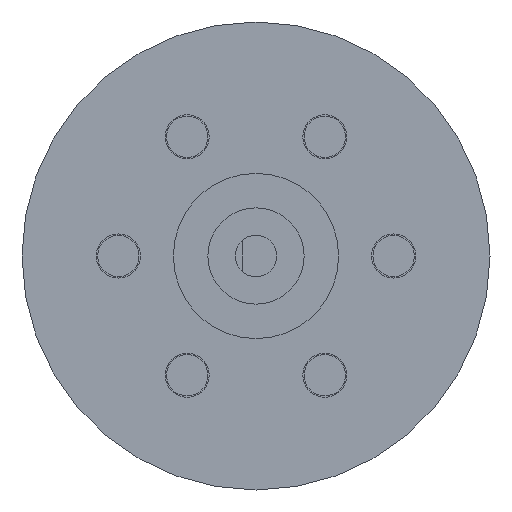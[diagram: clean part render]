
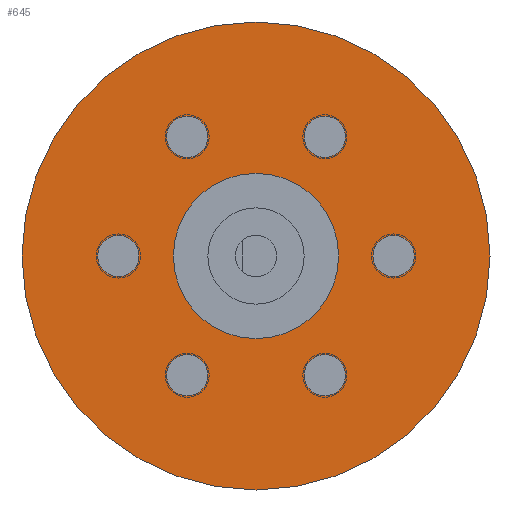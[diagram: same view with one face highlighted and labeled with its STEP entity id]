
A CAD part, front view. The second image highlights one B-rep face of the part: STEP entity #645.
In plain terms, the highlighted planar face has unit normal (0, -1, 0).
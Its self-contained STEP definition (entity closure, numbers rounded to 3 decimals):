
#102=CARTESIAN_POINT('',(0.,-6.5,0.));
#103=DIRECTION('',(0.,-1.,0.));
#104=DIRECTION('',(1.,0.,0.));
#105=AXIS2_PLACEMENT_3D('',#102,#103,#104);
#107=CARTESIAN_POINT('',(0.,-6.5,0.));
#108=DIRECTION('',(0.,1.,0.));
#109=DIRECTION('',(1.,0.,0.));
#110=AXIS2_PLACEMENT_3D('',#107,#108,#109);
#112=CARTESIAN_POINT('',(5.,-6.5,0.));
#113=DIRECTION('',(0.,1.,0.));
#114=DIRECTION('',(-1.,0.,0.));
#115=AXIS2_PLACEMENT_3D('',#112,#113,#114);
#117=CARTESIAN_POINT('',(5.,-6.5,0.));
#118=DIRECTION('',(0.,1.,0.));
#119=DIRECTION('',(1.,0.,0.));
#120=AXIS2_PLACEMENT_3D('',#117,#118,#119);
#122=CARTESIAN_POINT('',(2.5,-6.5,4.33));
#123=DIRECTION('',(0.,1.,0.));
#124=DIRECTION('',(-1.,0.,0.));
#125=AXIS2_PLACEMENT_3D('',#122,#123,#124);
#127=CARTESIAN_POINT('',(2.5,-6.5,4.33));
#128=DIRECTION('',(0.,1.,0.));
#129=DIRECTION('',(1.,0.,0.));
#130=AXIS2_PLACEMENT_3D('',#127,#128,#129);
#132=CARTESIAN_POINT('',(-2.5,-6.5,4.33));
#133=DIRECTION('',(0.,1.,0.));
#134=DIRECTION('',(-1.,0.,0.));
#135=AXIS2_PLACEMENT_3D('',#132,#133,#134);
#137=CARTESIAN_POINT('',(-2.5,-6.5,4.33));
#138=DIRECTION('',(0.,1.,0.));
#139=DIRECTION('',(1.,0.,0.));
#140=AXIS2_PLACEMENT_3D('',#137,#138,#139);
#142=CARTESIAN_POINT('',(-5.,-6.5,0.));
#143=DIRECTION('',(0.,1.,0.));
#144=DIRECTION('',(-1.,0.,0.));
#145=AXIS2_PLACEMENT_3D('',#142,#143,#144);
#147=CARTESIAN_POINT('',(-5.,-6.5,0.));
#148=DIRECTION('',(0.,1.,0.));
#149=DIRECTION('',(1.,0.,0.));
#150=AXIS2_PLACEMENT_3D('',#147,#148,#149);
#152=CARTESIAN_POINT('',(-2.5,-6.5,-4.33));
#153=DIRECTION('',(0.,1.,0.));
#154=DIRECTION('',(-1.,0.,0.));
#155=AXIS2_PLACEMENT_3D('',#152,#153,#154);
#157=CARTESIAN_POINT('',(-2.5,-6.5,-4.33));
#158=DIRECTION('',(0.,1.,0.));
#159=DIRECTION('',(1.,0.,0.));
#160=AXIS2_PLACEMENT_3D('',#157,#158,#159);
#162=CARTESIAN_POINT('',(2.5,-6.5,-4.33));
#163=DIRECTION('',(0.,1.,0.));
#164=DIRECTION('',(-1.,0.,0.));
#165=AXIS2_PLACEMENT_3D('',#162,#163,#164);
#167=CARTESIAN_POINT('',(2.5,-6.5,-4.33));
#168=DIRECTION('',(0.,1.,0.));
#169=DIRECTION('',(1.,0.,0.));
#170=AXIS2_PLACEMENT_3D('',#167,#168,#169);
#172=CARTESIAN_POINT('',(0.,-6.5,0.));
#173=DIRECTION('',(0.,1.,0.));
#174=DIRECTION('',(1.,0.,0.));
#175=AXIS2_PLACEMENT_3D('',#172,#173,#174);
#181=CARTESIAN_POINT('',(0.,-6.5,0.));
#182=DIRECTION('',(0.,-1.,0.));
#183=DIRECTION('',(1.,0.,0.));
#184=AXIS2_PLACEMENT_3D('',#181,#182,#183);
#341=CARTESIAN_POINT('',(3.,-6.5,0.));
#343=VERTEX_POINT('',#341);
#344=CARTESIAN_POINT('',(8.5,-6.5,0.));
#346=VERTEX_POINT('',#344);
#361=CARTESIAN_POINT('',(-3.,-6.5,0.));
#363=VERTEX_POINT('',#361);
#364=CARTESIAN_POINT('',(-8.5,-6.5,0.));
#366=VERTEX_POINT('',#364);
#378=CARTESIAN_POINT('',(4.25,-6.5,0.));
#379=CARTESIAN_POINT('',(5.75,-6.5,0.));
#380=VERTEX_POINT('',#378);
#381=VERTEX_POINT('',#379);
#386=CARTESIAN_POINT('',(1.75,-6.5,4.33));
#387=CARTESIAN_POINT('',(3.25,-6.5,4.33));
#388=VERTEX_POINT('',#386);
#389=VERTEX_POINT('',#387);
#394=CARTESIAN_POINT('',(-3.25,-6.5,4.33));
#395=CARTESIAN_POINT('',(-1.75,-6.5,4.33));
#396=VERTEX_POINT('',#394);
#397=VERTEX_POINT('',#395);
#402=CARTESIAN_POINT('',(-5.75,-6.5,0.));
#403=CARTESIAN_POINT('',(-4.25,-6.5,0.));
#404=VERTEX_POINT('',#402);
#405=VERTEX_POINT('',#403);
#410=CARTESIAN_POINT('',(-3.25,-6.5,-4.33));
#411=CARTESIAN_POINT('',(-1.75,-6.5,-4.33));
#412=VERTEX_POINT('',#410);
#413=VERTEX_POINT('',#411);
#418=CARTESIAN_POINT('',(1.75,-6.5,-4.33));
#419=CARTESIAN_POINT('',(3.25,-6.5,-4.33));
#420=VERTEX_POINT('',#418);
#421=VERTEX_POINT('',#419);
#594=CARTESIAN_POINT('',(0.,-6.5,0.));
#595=DIRECTION('',(0.,1.,0.));
#596=DIRECTION('',(1.,0.,0.));
#597=AXIS2_PLACEMENT_3D('',#594,#595,#596);
#598=PLANE('',#597);
#600=ORIENTED_EDGE('',*,*,#599,.T.);
#602=ORIENTED_EDGE('',*,*,#601,.F.);
#603=EDGE_LOOP('',(#600,#602));
#604=FACE_OUTER_BOUND('',#603,.F.);
#605=ORIENTED_EDGE('',*,*,#589,.T.);
#606=ORIENTED_EDGE('',*,*,#573,.F.);
#607=EDGE_LOOP('',(#605,#606));
#608=FACE_BOUND('',#607,.F.);
#610=ORIENTED_EDGE('',*,*,#609,.F.);
#612=ORIENTED_EDGE('',*,*,#611,.F.);
#613=EDGE_LOOP('',(#610,#612));
#614=FACE_BOUND('',#613,.F.);
#616=ORIENTED_EDGE('',*,*,#615,.F.);
#618=ORIENTED_EDGE('',*,*,#617,.F.);
#619=EDGE_LOOP('',(#616,#618));
#620=FACE_BOUND('',#619,.F.);
#622=ORIENTED_EDGE('',*,*,#621,.F.);
#624=ORIENTED_EDGE('',*,*,#623,.F.);
#625=EDGE_LOOP('',(#622,#624));
#626=FACE_BOUND('',#625,.F.);
#628=ORIENTED_EDGE('',*,*,#627,.F.);
#630=ORIENTED_EDGE('',*,*,#629,.F.);
#631=EDGE_LOOP('',(#628,#630));
#632=FACE_BOUND('',#631,.F.);
#634=ORIENTED_EDGE('',*,*,#633,.F.);
#636=ORIENTED_EDGE('',*,*,#635,.F.);
#637=EDGE_LOOP('',(#634,#636));
#638=FACE_BOUND('',#637,.F.);
#640=ORIENTED_EDGE('',*,*,#639,.F.);
#642=ORIENTED_EDGE('',*,*,#641,.F.);
#643=EDGE_LOOP('',(#640,#642));
#644=FACE_BOUND('',#643,.F.);
#645=ADVANCED_FACE('',(#604,#608,#614,#620,#626,#632,#638,#644),#598,.F.);
#106=CIRCLE('',#105,3.);
#111=CIRCLE('',#110,3.);
#116=CIRCLE('',#115,0.75);
#121=CIRCLE('',#120,0.75);
#126=CIRCLE('',#125,0.75);
#131=CIRCLE('',#130,0.75);
#136=CIRCLE('',#135,0.75);
#141=CIRCLE('',#140,0.75);
#146=CIRCLE('',#145,0.75);
#151=CIRCLE('',#150,0.75);
#156=CIRCLE('',#155,0.75);
#161=CIRCLE('',#160,0.75);
#166=CIRCLE('',#165,0.75);
#171=CIRCLE('',#170,0.75);
#176=CIRCLE('',#175,8.5);
#185=CIRCLE('',#184,8.5);
#573=EDGE_CURVE('',#343,#363,#111,.T.);
#589=EDGE_CURVE('',#343,#363,#106,.T.);
#599=EDGE_CURVE('',#346,#366,#176,.T.);
#601=EDGE_CURVE('',#346,#366,#185,.T.);
#609=EDGE_CURVE('',#380,#381,#116,.T.);
#611=EDGE_CURVE('',#381,#380,#121,.T.);
#615=EDGE_CURVE('',#388,#389,#126,.T.);
#617=EDGE_CURVE('',#389,#388,#131,.T.);
#621=EDGE_CURVE('',#396,#397,#136,.T.);
#623=EDGE_CURVE('',#397,#396,#141,.T.);
#627=EDGE_CURVE('',#404,#405,#146,.T.);
#629=EDGE_CURVE('',#405,#404,#151,.T.);
#633=EDGE_CURVE('',#412,#413,#156,.T.);
#635=EDGE_CURVE('',#413,#412,#161,.T.);
#639=EDGE_CURVE('',#420,#421,#166,.T.);
#641=EDGE_CURVE('',#421,#420,#171,.T.);
